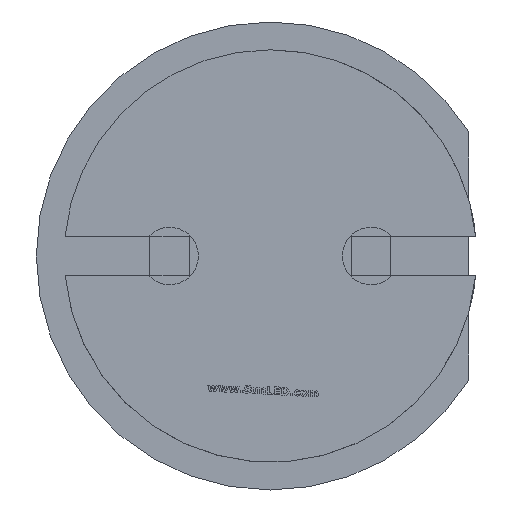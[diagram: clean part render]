
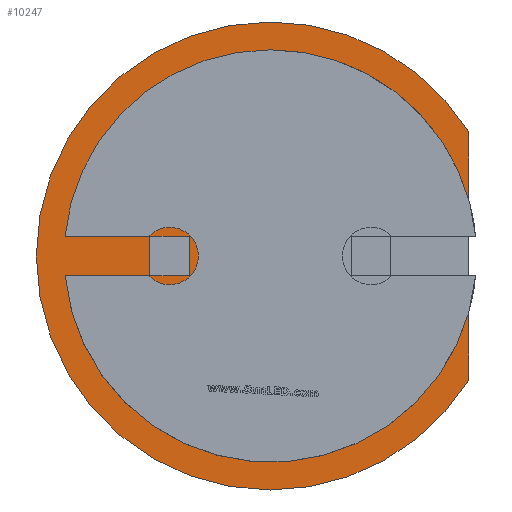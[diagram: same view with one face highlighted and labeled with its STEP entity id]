
A CAD part, front view. The second image highlights one B-rep face of the part: STEP entity #10247.
In plain terms, the highlighted planar face has unit normal (0, -1, 0).
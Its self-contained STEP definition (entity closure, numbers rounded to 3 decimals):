
#122 = CIRCLE ( 'NONE', #7487, 2.6 ) ;
#196 = CIRCLE ( 'NONE', #7480, 2.95 ) ;
#197 = CIRCLE ( 'NONE', #7462, 2.6 ) ;
#201 = CIRCLE ( 'NONE', #7493, 0.362 ) ;
#221 = CIRCLE ( 'NONE', #10686, 0.362 ) ;
#230 = CIRCLE ( 'NONE', #10713, 2.6 ) ;
#356 = EDGE_CURVE ( 'NONE', #3296, #2646, #511, .T. ) ;
#361 = EDGE_CURVE ( 'NONE', #2644, #3296, #512, .T. ) ;
#511 = CIRCLE ( 'NONE', #7598, 2.95 ) ;
#512 = CIRCLE ( 'NONE', #7609, 2.95 ) ;
#604 = CIRCLE ( 'NONE', #12724, 0.362 ) ;
#661 = EDGE_CURVE ( 'NONE', #2310, #2309, #604, .T. ) ;
#1188 = EDGE_CURVE ( 'NONE', #2820, #3644, #197, .T. ) ;
#1189 = EDGE_CURVE ( 'NONE', #2819, #3295, #7015, .T. ) ;
#1190 = EDGE_CURVE ( 'NONE', #2818, #2815, #7018, .T. ) ;
#1191 = EDGE_CURVE ( 'NONE', #2818, #2817, #7021, .T. ) ;
#1192 = EDGE_CURVE ( 'NONE', #2815, #2816, #7024, .T. ) ;
#1193 = EDGE_CURVE ( 'NONE', #2817, #2816, #7027, .T. ) ;
#1197 = EDGE_CURVE ( 'NONE', #2310, #2823, #7047, .T. ) ;
#1198 = EDGE_CURVE ( 'NONE', #2823, #2822, #122, .T. ) ;
#1199 = EDGE_CURVE ( 'NONE', #2821, #2822, #7053, .T. ) ;
#1200 = EDGE_CURVE ( 'NONE', #2646, #2821, #196, .T. ) ;
#1201 = EDGE_CURVE ( 'NONE', #2820, #2644, #7059, .T. ) ;
#1205 = EDGE_CURVE ( 'NONE', #3641, #2819, #201, .T. ) ;
#2309 = VERTEX_POINT ( 'NONE', #7398 ) ;
#2310 = VERTEX_POINT ( 'NONE', #7399 ) ;
#2349 = EDGE_LOOP ( 'NONE', ( #3468, #3466, #3467, #3465 ) ) ;
#2350 = EDGE_LOOP ( 'NONE', ( #3463, #3480, #3464, #3478, #3479, #3476, #3477, #3474, #3475, #3473, #3472, #3470, #3471 ) ) ;
#2644 = VERTEX_POINT ( 'NONE', #10772 ) ;
#2646 = VERTEX_POINT ( 'NONE', #10774 ) ;
#2815 = VERTEX_POINT ( 'NONE', #10934 ) ;
#2816 = VERTEX_POINT ( 'NONE', #10935 ) ;
#2817 = VERTEX_POINT ( 'NONE', #10936 ) ;
#2818 = VERTEX_POINT ( 'NONE', #10937 ) ;
#2819 = VERTEX_POINT ( 'NONE', #10938 ) ;
#2820 = VERTEX_POINT ( 'NONE', #10939 ) ;
#2821 = VERTEX_POINT ( 'NONE', #10940 ) ;
#2822 = VERTEX_POINT ( 'NONE', #10941 ) ;
#2823 = VERTEX_POINT ( 'NONE', #10942 ) ;
#3295 = VERTEX_POINT ( 'NONE', #11130 ) ;
#3296 = VERTEX_POINT ( 'NONE', #11131 ) ;
#3463 = ORIENTED_EDGE ( 'NONE', *, *, #1189, .T. ) ;
#3464 = ORIENTED_EDGE ( 'NONE', *, *, #1188, .F. ) ;
#3465 = ORIENTED_EDGE ( 'NONE', *, *, #1190, .T. ) ;
#3466 = ORIENTED_EDGE ( 'NONE', *, *, #1193, .F. ) ;
#3467 = ORIENTED_EDGE ( 'NONE', *, *, #1191, .F. ) ;
#3468 = ORIENTED_EDGE ( 'NONE', *, *, #1192, .T. ) ;
#3470 = ORIENTED_EDGE ( 'NONE', *, *, #10082, .T. ) ;
#3471 = ORIENTED_EDGE ( 'NONE', *, *, #1205, .T. ) ;
#3472 = ORIENTED_EDGE ( 'NONE', *, *, #661, .T. ) ;
#3473 = ORIENTED_EDGE ( 'NONE', *, *, #1197, .F. ) ;
#3474 = ORIENTED_EDGE ( 'NONE', *, *, #1199, .T. ) ;
#3475 = ORIENTED_EDGE ( 'NONE', *, *, #1198, .F. ) ;
#3476 = ORIENTED_EDGE ( 'NONE', *, *, #356, .T. ) ;
#3477 = ORIENTED_EDGE ( 'NONE', *, *, #1200, .T. ) ;
#3478 = ORIENTED_EDGE ( 'NONE', *, *, #1201, .T. ) ;
#3479 = ORIENTED_EDGE ( 'NONE', *, *, #361, .T. ) ;
#3480 = ORIENTED_EDGE ( 'NONE', *, *, #10115, .F. ) ;
#3641 = VERTEX_POINT ( 'NONE', #11137 ) ;
#3644 = VERTEX_POINT ( 'NONE', #11140 ) ;
#3674 = CARTESIAN_POINT ( 'NONE',  ( 0., -1., 0. ) ) ;
#3678 = DIRECTION ( 'NONE',  ( 0., -1., 0. ) ) ;
#3679 = DIRECTION ( 'NONE',  ( 0., 0., -1. ) ) ;
#3680 = CARTESIAN_POINT ( 'NONE',  ( 0., -1., 0. ) ) ;
#3693 = DIRECTION ( 'NONE',  ( 0., -1., 0. ) ) ;
#3694 = DIRECTION ( 'NONE',  ( 0., 0., -1. ) ) ;
#7002 = CARTESIAN_POINT ( 'NONE',  ( 0., -1., 0. ) ) ;
#7012 = DIRECTION ( 'NONE',  ( 0., -1., 0. ) ) ;
#7013 = DIRECTION ( 'NONE',  ( 0., 0., -1. ) ) ;
#7015 = LINE ( 'NONE', #7016, #7478 ) ;
#7016 = CARTESIAN_POINT ( 'NONE',  ( -0.225, -1., 0.25 ) ) ;
#7017 = DIRECTION ( 'NONE',  ( -1., 0., 0. ) ) ;
#7018 = LINE ( 'NONE', #7019, #7479 ) ;
#7019 = CARTESIAN_POINT ( 'NONE',  ( -0.225, -1., 0.25 ) ) ;
#7020 = DIRECTION ( 'NONE',  ( 1., 0., 0. ) ) ;
#7021 = LINE ( 'NONE', #7022, #7481 ) ;
#7022 = CARTESIAN_POINT ( 'NONE',  ( -1.52, -1., -6.389 ) ) ;
#7023 = DIRECTION ( 'NONE',  ( 0., 0., -1. ) ) ;
#7024 = LINE ( 'NONE', #7025, #7482 ) ;
#7025 = CARTESIAN_POINT ( 'NONE',  ( -1.02, -1., -6.389 ) ) ;
#7026 = DIRECTION ( 'NONE',  ( 0., 0., -1. ) ) ;
#7027 = LINE ( 'NONE', #7028, #7484 ) ;
#7028 = CARTESIAN_POINT ( 'NONE',  ( -0.225, -1., -0.25 ) ) ;
#7029 = DIRECTION ( 'NONE',  ( 1., 0., 0. ) ) ;
#7040 = CARTESIAN_POINT ( 'NONE',  ( 0., -1., 0. ) ) ;
#7047 = LINE ( 'NONE', #7048, #7488 ) ;
#7048 = CARTESIAN_POINT ( 'NONE',  ( -0.225, -1., -0.25 ) ) ;
#7049 = DIRECTION ( 'NONE',  ( -1., 0., 0. ) ) ;
#7050 = DIRECTION ( 'NONE',  ( 0., -1., 0. ) ) ;
#7051 = DIRECTION ( 'NONE',  ( 0., 0., -1. ) ) ;
#7052 = CARTESIAN_POINT ( 'NONE',  ( 0., -1., 0. ) ) ;
#7053 = LINE ( 'NONE', #7054, #7489 ) ;
#7054 = CARTESIAN_POINT ( 'NONE',  ( 2.5, -1., -6.631 ) ) ;
#7055 = DIRECTION ( 'NONE',  ( 0., 0., 1. ) ) ;
#7056 = DIRECTION ( 'NONE',  ( 0., -1., 0. ) ) ;
#7057 = DIRECTION ( 'NONE',  ( 0., 0., -1. ) ) ;
#7059 = LINE ( 'NONE', #7060, #7490 ) ;
#7060 = CARTESIAN_POINT ( 'NONE',  ( 2.5, -1., -6.631 ) ) ;
#7061 = DIRECTION ( 'NONE',  ( 0., 0., 1. ) ) ;
#7070 = CARTESIAN_POINT ( 'NONE',  ( -1.27, -1., 0. ) ) ;
#7071 = DIRECTION ( 'NONE',  ( 0., -1., 0. ) ) ;
#7072 = DIRECTION ( 'NONE',  ( 0., 0., -1. ) ) ;
#7398 = CARTESIAN_POINT ( 'NONE',  ( -1.27, -1., -0.362 ) ) ;
#7399 = CARTESIAN_POINT ( 'NONE',  ( -1.533, -1., -0.25 ) ) ;
#7462 = AXIS2_PLACEMENT_3D ( 'NONE', #7002, #7012, #7013 ) ;
#7478 = VECTOR ( 'NONE', #7017, 1000. ) ;
#7479 = VECTOR ( 'NONE', #7020, 1000. ) ;
#7480 = AXIS2_PLACEMENT_3D ( 'NONE', #7052, #7056, #7057 ) ;
#7481 = VECTOR ( 'NONE', #7023, 1000. ) ;
#7482 = VECTOR ( 'NONE', #7026, 1000. ) ;
#7484 = VECTOR ( 'NONE', #7029, 1000. ) ;
#7487 = AXIS2_PLACEMENT_3D ( 'NONE', #7040, #7050, #7051 ) ;
#7488 = VECTOR ( 'NONE', #7049, 1000. ) ;
#7489 = VECTOR ( 'NONE', #7055, 1000. ) ;
#7490 = VECTOR ( 'NONE', #7061, 1000. ) ;
#7493 = AXIS2_PLACEMENT_3D ( 'NONE', #7070, #7071, #7072 ) ;
#7598 = AXIS2_PLACEMENT_3D ( 'NONE', #3674, #3678, #3679 ) ;
#7609 = AXIS2_PLACEMENT_3D ( 'NONE', #3680, #3693, #3694 ) ;
#7712 = CARTESIAN_POINT ( 'NONE',  ( -1.27, -1., 0. ) ) ;
#7719 = DIRECTION ( 'NONE',  ( 0., -1., 0. ) ) ;
#7720 = DIRECTION ( 'NONE',  ( 0., 0., -1. ) ) ;
#10082 = EDGE_CURVE ( 'NONE', #2309, #3641, #221, .T. ) ;
#10115 = EDGE_CURVE ( 'NONE', #3644, #3295, #230, .T. ) ;
#10247 = ADVANCED_FACE ( 'NONE', ( #12465, #12466 ), #12159, .T. ) ;
#10686 = AXIS2_PLACEMENT_3D ( 'NONE', #11197, #11207, #11208 ) ;
#10713 = AXIS2_PLACEMENT_3D ( 'NONE', #11360, #11370, #11371 ) ;
#10772 = CARTESIAN_POINT ( 'NONE',  ( 2.5, -1., 1.566 ) ) ;
#10774 = CARTESIAN_POINT ( 'NONE',  ( 0., -1., -2.95 ) ) ;
#10934 = CARTESIAN_POINT ( 'NONE',  ( -1.02, -1., 0.25 ) ) ;
#10935 = CARTESIAN_POINT ( 'NONE',  ( -1.02, -1., -0.25 ) ) ;
#10936 = CARTESIAN_POINT ( 'NONE',  ( -1.52, -1., -0.25 ) ) ;
#10937 = CARTESIAN_POINT ( 'NONE',  ( -1.52, -1., 0.25 ) ) ;
#10938 = CARTESIAN_POINT ( 'NONE',  ( -1.533, -1., 0.25 ) ) ;
#10939 = CARTESIAN_POINT ( 'NONE',  ( 2.5, -1., 0.714 ) ) ;
#10940 = CARTESIAN_POINT ( 'NONE',  ( 2.5, -1., -1.566 ) ) ;
#10941 = CARTESIAN_POINT ( 'NONE',  ( 2.5, -1., -0.714 ) ) ;
#10942 = CARTESIAN_POINT ( 'NONE',  ( -2.588, -1., -0.25 ) ) ;
#11130 = CARTESIAN_POINT ( 'NONE',  ( -2.588, -1., 0.25 ) ) ;
#11131 = CARTESIAN_POINT ( 'NONE',  ( 0., -1., 2.95 ) ) ;
#11137 = CARTESIAN_POINT ( 'NONE',  ( -1.27, -1., 0.362 ) ) ;
#11140 = CARTESIAN_POINT ( 'NONE',  ( 0., -1., 2.6 ) ) ;
#11197 = CARTESIAN_POINT ( 'NONE',  ( -1.27, -1., 0. ) ) ;
#11207 = DIRECTION ( 'NONE',  ( 0., -1., 0. ) ) ;
#11208 = DIRECTION ( 'NONE',  ( 0., 0., -1. ) ) ;
#11360 = CARTESIAN_POINT ( 'NONE',  ( 0., -1., 0. ) ) ;
#11370 = DIRECTION ( 'NONE',  ( 0., -1., 0. ) ) ;
#11371 = DIRECTION ( 'NONE',  ( 0., 0., -1. ) ) ;
#12159 = PLANE ( 'NONE',  #12469 ) ;
#12160 = CARTESIAN_POINT ( 'NONE',  ( 0., -1., -6.631 ) ) ;
#12161 = DIRECTION ( 'NONE',  ( 0., -1., 0. ) ) ;
#12162 = DIRECTION ( 'NONE',  ( 0., 0., -1. ) ) ;
#12465 = FACE_BOUND ( 'NONE', #2349, .T. ) ;
#12466 = FACE_OUTER_BOUND ( 'NONE', #2350, .T. ) ;
#12469 = AXIS2_PLACEMENT_3D ( 'NONE', #12160, #12161, #12162 ) ;
#12724 = AXIS2_PLACEMENT_3D ( 'NONE', #7712, #7719, #7720 ) ;
